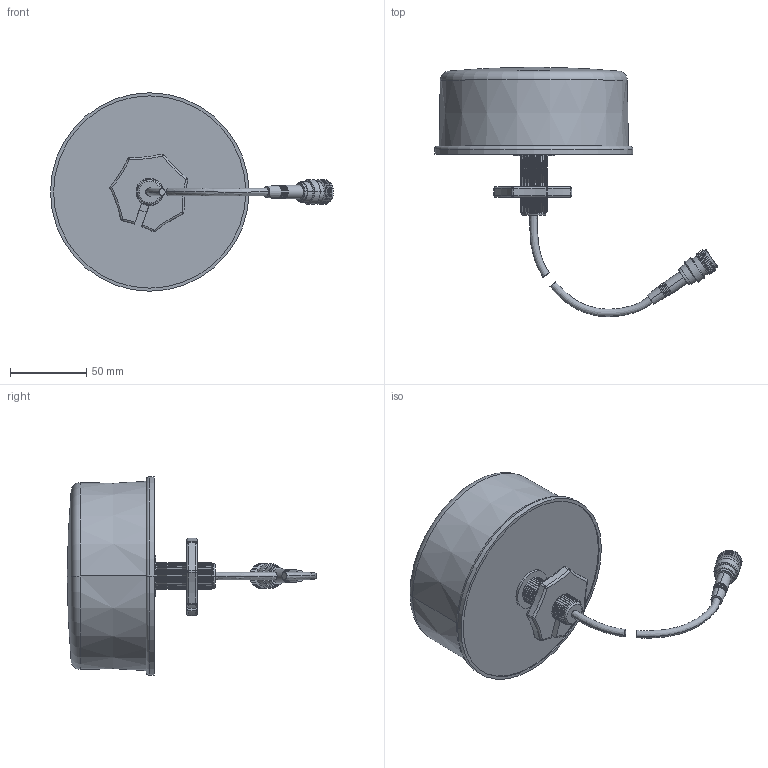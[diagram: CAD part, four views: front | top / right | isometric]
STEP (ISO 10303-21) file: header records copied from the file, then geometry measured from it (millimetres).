
FILE_DESCRIPTION (( 'STEP AP214' ), '1' );
FILE_NAME ('HG2458CU-1-NF.STEP', '2019-04-05T16:32:54', ( '' ), ( '' ), 'SwSTEP 2.0', 'SolidWorks 2018', '' );
FILE_SCHEMA (( 'AUTOMOTIVE_DESIGN' ));
Length unit declared in the file: inch
Products named in the file (6): 12 Inch-195; HG2458CU-1_Nut; HG2458CU-1_N-Female; HG2458CU-1_Boot; HG2458CU-1_Antenna; HG2458CU-1-NF
Assembly tree (5 placements, depth 2):
  HG2458CU-1-NF
    HG2458CU-1_Antenna
    HG2458CU-1_Nut
    12 Inch-195
    HG2458CU-1_N-Female
    HG2458CU-1_Boot
Bounding box: 185.35 x 163.31 x 130 mm (x, y, z)
Volume: 684867.1 mm3; surface area: 60334.6 mm2
Topology: 6 solids, 6 shells, 442 faces, 924 edges, 502 vertices
Faces by surface type: cone 300, cylinder 64, plane 36, torus 22, sphere 16, bspline 4
Entity records: 12551 total; most frequent: CARTESIAN_POINT 2598, DIRECTION 2244, ORIENTED_EDGE 1816, AXIS2_PLACEMENT_3D 948, EDGE_CURVE 908, VERTEX_POINT 502, CIRCLE 502, EDGE_LOOP 466
